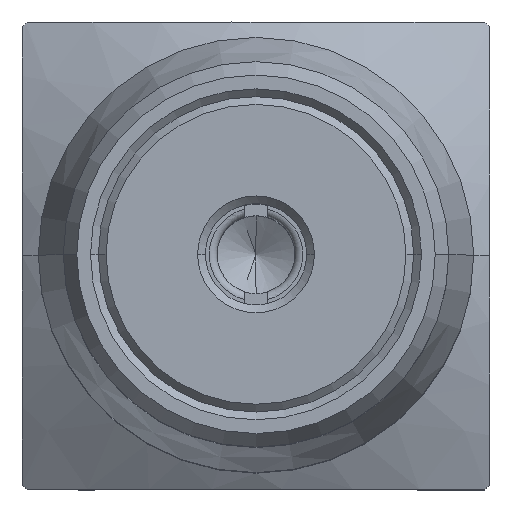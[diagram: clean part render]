
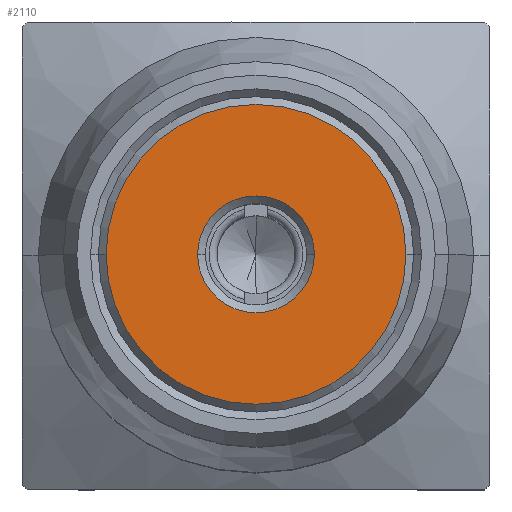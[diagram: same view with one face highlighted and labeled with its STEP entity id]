
A CAD part, top view. The second image highlights one B-rep face of the part: STEP entity #2110.
In plain terms, the highlighted planar face has unit normal (0, 0, 1).
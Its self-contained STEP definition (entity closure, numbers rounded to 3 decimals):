
#25 = EDGE_CURVE ( 'NONE', #77, #48, #1991, .T. ) ;
#48 = VERTEX_POINT ( 'NONE', #4196 ) ;
#77 = VERTEX_POINT ( 'NONE', #277 ) ;
#267 = CARTESIAN_POINT ( 'NONE',  ( -1.925, 0., 0. ) ) ;
#277 = CARTESIAN_POINT ( 'NONE',  ( -0.75, 0., 0. ) ) ;
#310 = DIRECTION ( 'NONE',  ( -1., 0., 0. ) ) ;
#508 = CARTESIAN_POINT ( 'NONE',  ( 0., 0., 0. ) ) ;
#836 = DIRECTION ( 'NONE',  ( -1., 0., 0. ) ) ;
#1110 = FACE_BOUND ( 'NONE', #2284, .T. ) ;
#1176 = DIRECTION ( 'NONE',  ( 0., 0., -1. ) ) ;
#1179 = ORIENTED_EDGE ( 'NONE', *, *, #1348, .T. ) ;
#1188 = EDGE_LOOP ( 'NONE', ( #3191, #1179 ) ) ;
#1265 = CARTESIAN_POINT ( 'NONE',  ( 0., 0., 0. ) ) ;
#1348 = EDGE_CURVE ( 'NONE', #3219, #3052, #2966, .T. ) ;
#1596 = DIRECTION ( 'NONE',  ( -1., 0., 0. ) ) ;
#1669 = FACE_OUTER_BOUND ( 'NONE', #1188, .T. ) ;
#1815 = DIRECTION ( 'NONE',  ( 0., 0., -1. ) ) ;
#1823 = AXIS2_PLACEMENT_3D ( 'NONE', #508, #2781, #836 ) ;
#1991 = CIRCLE ( 'NONE', #3681, 0.75 ) ;
#2110 = ADVANCED_FACE ( 'NONE', ( #1110, #1669 ), #3744, .F. ) ;
#2200 = AXIS2_PLACEMENT_3D ( 'NONE', #3103, #1176, #3439 ) ;
#2264 = DIRECTION ( 'NONE',  ( 0., 0., 1. ) ) ;
#2284 = EDGE_LOOP ( 'NONE', ( #2571, #4140 ) ) ;
#2571 = ORIENTED_EDGE ( 'NONE', *, *, #4184, .T. ) ;
#2781 = DIRECTION ( 'NONE',  ( 0., 0., 1. ) ) ;
#2966 = CIRCLE ( 'NONE', #1823, 1.925 ) ;
#3052 = VERTEX_POINT ( 'NONE', #267 ) ;
#3103 = CARTESIAN_POINT ( 'NONE',  ( 0., 2.025, 0. ) ) ;
#3188 = CARTESIAN_POINT ( 'NONE',  ( 1.925, 0., 0. ) ) ;
#3191 = ORIENTED_EDGE ( 'NONE', *, *, #4001, .T. ) ;
#3219 = VERTEX_POINT ( 'NONE', #3188 ) ;
#3280 = CIRCLE ( 'NONE', #3699, 1.925 ) ;
#3301 = AXIS2_PLACEMENT_3D ( 'NONE', #3746, #1815, #4083 ) ;
#3439 = DIRECTION ( 'NONE',  ( -1., 0., 0. ) ) ;
#3536 = DIRECTION ( 'NONE',  ( 0., 0., -1. ) ) ;
#3681 = AXIS2_PLACEMENT_3D ( 'NONE', #1265, #3536, #1596 ) ;
#3699 = AXIS2_PLACEMENT_3D ( 'NONE', #4222, #2264, #310 ) ;
#3744 = PLANE ( 'NONE',  #2200 ) ;
#3746 = CARTESIAN_POINT ( 'NONE',  ( 0., 0., 0. ) ) ;
#4001 = EDGE_CURVE ( 'NONE', #3052, #3219, #3280, .T. ) ;
#4062 = CIRCLE ( 'NONE', #3301, 0.75 ) ;
#4083 = DIRECTION ( 'NONE',  ( -1., 0., 0. ) ) ;
#4140 = ORIENTED_EDGE ( 'NONE', *, *, #25, .T. ) ;
#4184 = EDGE_CURVE ( 'NONE', #48, #77, #4062, .T. ) ;
#4196 = CARTESIAN_POINT ( 'NONE',  ( 0.75, 0., 0. ) ) ;
#4222 = CARTESIAN_POINT ( 'NONE',  ( 0., 0., 0. ) ) ;
